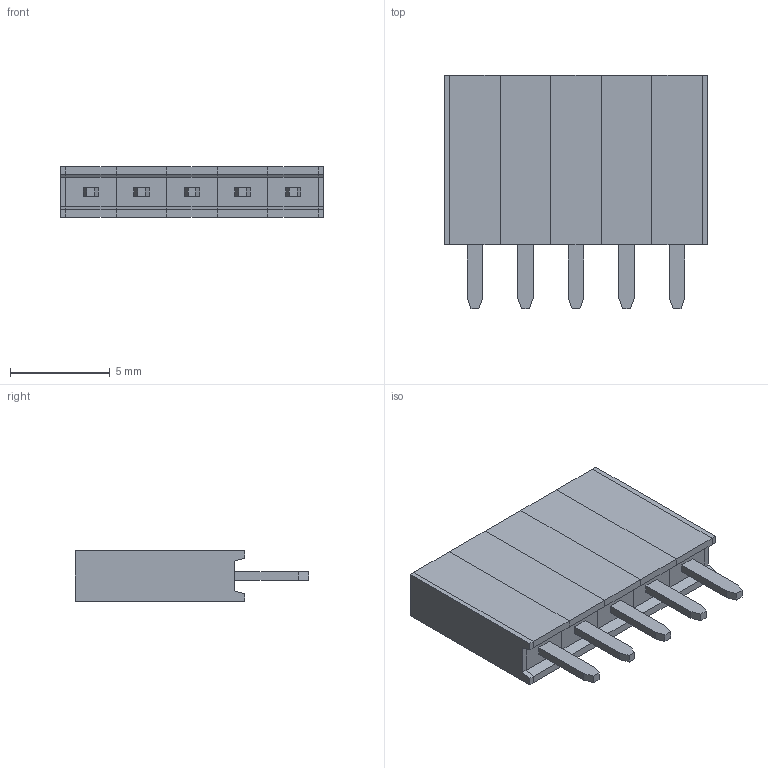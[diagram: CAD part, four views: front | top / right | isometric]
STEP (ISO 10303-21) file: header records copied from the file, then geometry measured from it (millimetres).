
FILE_DESCRIPTION (( 'STEP AP214' ), '1' );
FILE_NAME ('NPTC051LFBN-RC.STEP', '2024-10-30T12:17:07', ( '' ), ( '' ), 'SwSTEP 2.0', 'SolidWorks 2021', '' );
FILE_SCHEMA (( 'AUTOMOTIVE_DESIGN' ));
Length unit declared in the file: millimetre
Products named in the file (3): PPPC021LFBN-RC_C05; NPTC051LFBN-RC; Pin - Tin
Assembly tree (6 placements, depth 2):
  NPTC051LFBN-RC
    PPPC021LFBN-RC_C05
    Pin - Tin  x5
Bounding box: 13.21 x 11.71 x 2.54 mm (x, y, z)
Volume: 274.2 mm3; surface area: 655 mm2
Topology: 12 solids, 12 shells, 155 faces, 358 edges, 232 vertices
Faces by surface type: plane 155
Entity records: 3596 total; most frequent: CARTESIAN_POINT 602, ORIENTED_EDGE 572, DIRECTION 550, LINE 286, EDGE_CURVE 286, VECTOR 286, VERTEX_POINT 184, AXIS2_PLACEMENT_3D 132
